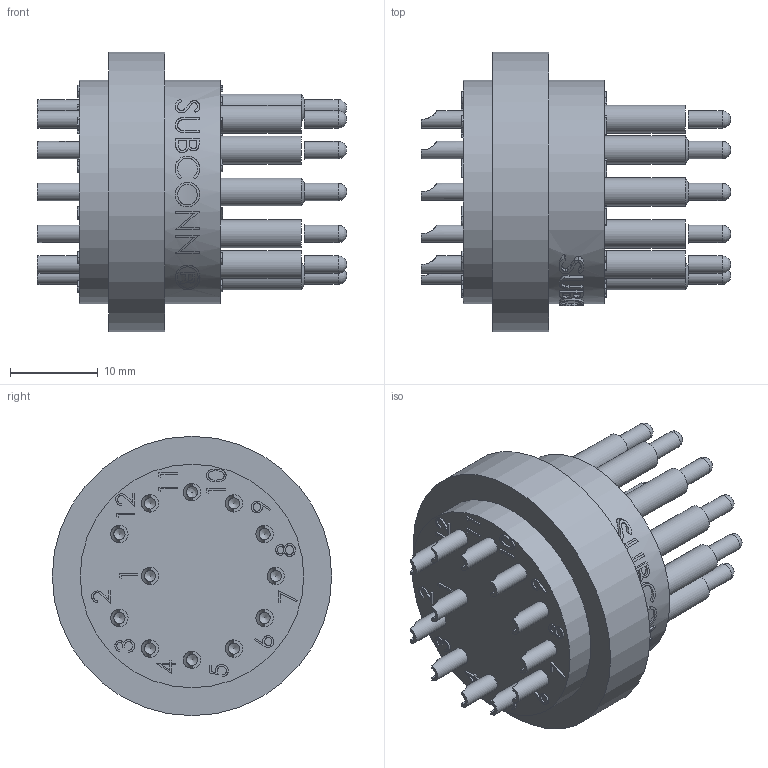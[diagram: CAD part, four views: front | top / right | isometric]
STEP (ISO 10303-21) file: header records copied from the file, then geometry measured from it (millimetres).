
FILE_DESCRIPTION(/* description */ (''),/* implementation_level */ '2;1');
FILE_NAME(/* name */ 'MCAT12M.stp',/* time_stamp */ '2023-03-14T14:25:37+01:00',/* author */ ('sh'),/* organization */ (''),/* preprocessor_version */ 'ST-DEVELOPER v19.2',/* originating_system */ 'Autodesk Inventor 2023',/* authorisation */ '');
FILE_SCHEMA (('AUTOMOTIVE_DESIGN { 1 0 10303 214 3 1 1 }'));
Length unit declared in the file: millimetre
Products named in the file (1): Part3
Bounding box: 35.18 x 31.75 x 31.75 mm (x, y, z)
Volume: 11127.4 mm3; surface area: 4955.8 mm2
Topology: 1 solids, 1 shells, 620 faces, 1607 edges, 1071 vertices
Faces by surface type: plane 285, bspline 234, cylinder 77, cone 24
Full cylindrical faces by diameter (mm): 1.27 x12, 1.974 x24, 3.175 x12, 25.4 x2, 31.75 x1
Entity records: 32786 total; most frequent: CARTESIAN_POINT 18392, ORIENTED_EDGE 3190, DIRECTION 2112, EDGE_CURVE 1595, VERTEX_POINT 1071, LINE 868, VECTOR 868, EDGE_LOOP 714
